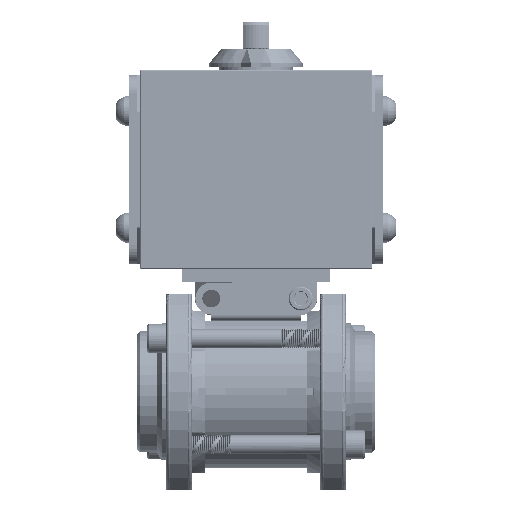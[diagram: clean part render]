
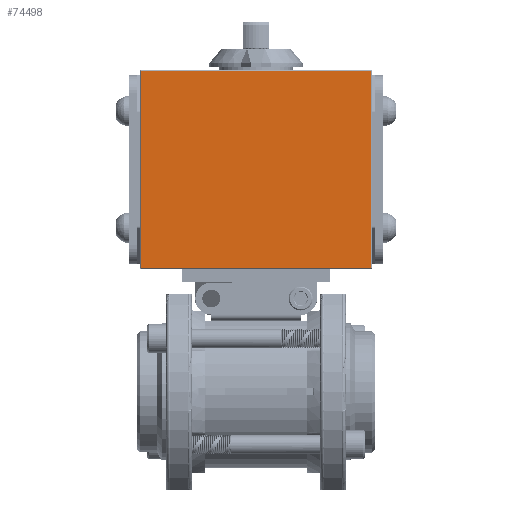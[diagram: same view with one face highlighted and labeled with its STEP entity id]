
A CAD part, top view. The second image highlights one B-rep face of the part: STEP entity #74498.
In plain terms, the highlighted planar face has unit normal (0, 0, 1).
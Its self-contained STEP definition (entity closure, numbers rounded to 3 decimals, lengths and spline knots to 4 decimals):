
#2607 = DIRECTION ( 'NONE',  ( 0., -1., 0. ) ) ;
#7457 = VECTOR ( 'NONE', #77005, 39.3701 ) ;
#12756 = EDGE_CURVE ( 'NONE', #163182, #14815, #138549, .T. ) ;
#12932 = VECTOR ( 'NONE', #143253, 39.3701 ) ;
#14815 = VERTEX_POINT ( 'NONE', #94849 ) ;
#47126 = CARTESIAN_POINT ( 'NONE',  ( -2.273, 6.283, 1.55 ) ) ;
#57416 = EDGE_LOOP ( 'NONE', ( #143421, #162225, #57665, #91907 ) ) ;
#57665 = ORIENTED_EDGE ( 'NONE', *, *, #12756, .T. ) ;
#60238 = AXIS2_PLACEMENT_3D ( 'NONE', #139029, #84887, #2607 ) ;
#63820 = VERTEX_POINT ( 'NONE', #101395 ) ;
#65005 = LINE ( 'NONE', #149865, #133845 ) ;
#71605 = EDGE_CURVE ( 'NONE', #63820, #163182, #90284, .T. ) ;
#73099 = CARTESIAN_POINT ( 'NONE',  ( -2.253, 2.403, 1.55 ) ) ;
#74498 = ADVANCED_FACE ( 'NONE', ( #165103 ), #153462, .F. ) ;
#77005 = DIRECTION ( 'NONE',  ( 0., 1., 0. ) ) ;
#83720 = EDGE_CURVE ( 'NONE', #14815, #168731, #65005, .T. ) ;
#84887 = DIRECTION ( 'NONE',  ( 0., 0., -1. ) ) ;
#86969 = DIRECTION ( 'NONE',  ( 0., -1., 0. ) ) ;
#90284 = LINE ( 'NONE', #47126, #12932 ) ;
#91907 = ORIENTED_EDGE ( 'NONE', *, *, #83720, .T. ) ;
#94849 = CARTESIAN_POINT ( 'NONE',  ( -2.253, 2.423, 1.55 ) ) ;
#96685 = EDGE_CURVE ( 'NONE', #168731, #63820, #112757, .T. ) ;
#97616 = VECTOR ( 'NONE', #86969, 39.3701 ) ;
#101395 = CARTESIAN_POINT ( 'NONE',  ( 2.253, 6.283, 1.55 ) ) ;
#104446 = CARTESIAN_POINT ( 'NONE',  ( -2.253, 6.283, 1.55 ) ) ;
#112757 = LINE ( 'NONE', #159414, #7457 ) ;
#133845 = VECTOR ( 'NONE', #163653, 39.3701 ) ;
#138549 = LINE ( 'NONE', #73099, #97616 ) ;
#139029 = CARTESIAN_POINT ( 'NONE',  ( -2.273, 6.303, 1.55 ) ) ;
#143253 = DIRECTION ( 'NONE',  ( -1., 0., 0. ) ) ;
#143421 = ORIENTED_EDGE ( 'NONE', *, *, #96685, .T. ) ;
#143461 = CARTESIAN_POINT ( 'NONE',  ( 2.253, 2.423, 1.55 ) ) ;
#149865 = CARTESIAN_POINT ( 'NONE',  ( -2.273, 2.423, 1.55 ) ) ;
#153462 = PLANE ( 'NONE',  #60238 ) ;
#159414 = CARTESIAN_POINT ( 'NONE',  ( 2.253, 6.303, 1.55 ) ) ;
#162225 = ORIENTED_EDGE ( 'NONE', *, *, #71605, .T. ) ;
#163182 = VERTEX_POINT ( 'NONE', #104446 ) ;
#163653 = DIRECTION ( 'NONE',  ( 1., 0., 0. ) ) ;
#165103 = FACE_OUTER_BOUND ( 'NONE', #57416, .T. ) ;
#168731 = VERTEX_POINT ( 'NONE', #143461 ) ;
